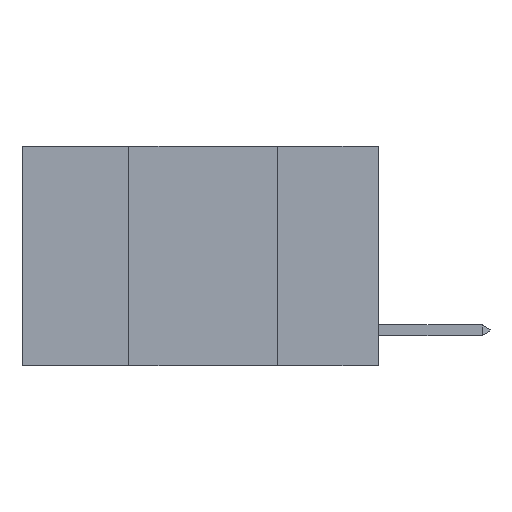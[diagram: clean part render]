
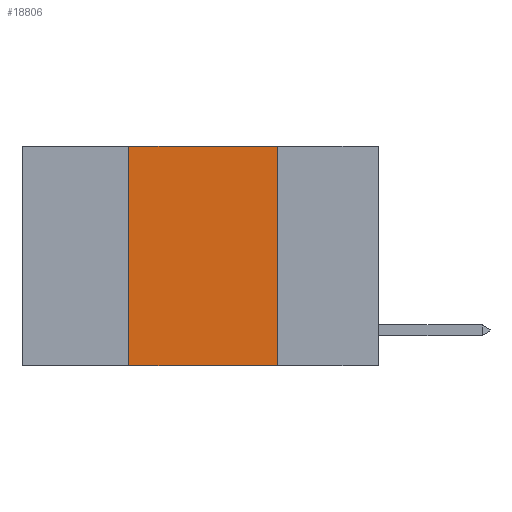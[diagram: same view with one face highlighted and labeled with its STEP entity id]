
A CAD part, left-side view. The second image highlights one B-rep face of the part: STEP entity #18806.
In plain terms, the highlighted planar face has unit normal (-1, 0, 0).
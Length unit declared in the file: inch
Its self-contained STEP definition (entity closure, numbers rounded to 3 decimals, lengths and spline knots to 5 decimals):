
#497 = DIRECTION ( 'NONE',  ( 0., -1., 0. ) ) ;
#702 = CARTESIAN_POINT ( 'NONE',  ( 0., 0.6, 0. ) ) ;
#895 = DIRECTION ( 'NONE',  ( 0., 0., -1. ) ) ;
#1177 = VERTEX_POINT ( 'NONE', #18068 ) ;
#1864 = EDGE_CURVE ( 'NONE', #5205, #10990, #11290, .T. ) ;
#1918 = DIRECTION ( 'NONE',  ( 0., 0., -1. ) ) ;
#2534 = CARTESIAN_POINT ( 'NONE',  ( 0., 0.17, -0.37 ) ) ;
#2879 = DIRECTION ( 'NONE',  ( 0., -1., 0. ) ) ;
#3411 = LINE ( 'NONE', #3891, #7459 ) ;
#3449 = EDGE_LOOP ( 'NONE', ( #8340, #14301, #13038, #5608 ) ) ;
#3891 = CARTESIAN_POINT ( 'NONE',  ( 0., 0.42, 0. ) ) ;
#5114 = EDGE_CURVE ( 'NONE', #7093, #10990, #5704, .T. ) ;
#5205 = VERTEX_POINT ( 'NONE', #9991 ) ;
#5245 = FACE_OUTER_BOUND ( 'NONE', #3449, .T. ) ;
#5608 = ORIENTED_EDGE ( 'NONE', *, *, #1864, .T. ) ;
#5688 = AXIS2_PLACEMENT_3D ( 'NONE', #702, #12779, #895 ) ;
#5704 = LINE ( 'NONE', #9464, #16262 ) ;
#7093 = VERTEX_POINT ( 'NONE', #19309 ) ;
#7459 = VECTOR ( 'NONE', #11988, 39.37008 ) ;
#7892 = EDGE_CURVE ( 'NONE', #1177, #7093, #8433, .T. ) ;
#8340 = ORIENTED_EDGE ( 'NONE', *, *, #5114, .F. ) ;
#8433 = LINE ( 'NONE', #18202, #11281 ) ;
#8825 = EDGE_CURVE ( 'NONE', #5205, #1177, #3411, .T. ) ;
#9388 = VECTOR ( 'NONE', #2879, 39.37008 ) ;
#9464 = CARTESIAN_POINT ( 'NONE',  ( 0., 0.17, 0. ) ) ;
#9991 = CARTESIAN_POINT ( 'NONE',  ( 0., 0.42, -0.37 ) ) ;
#10990 = VERTEX_POINT ( 'NONE', #2534 ) ;
#11281 = VECTOR ( 'NONE', #497, 39.37008 ) ;
#11290 = LINE ( 'NONE', #17867, #9388 ) ;
#11988 = DIRECTION ( 'NONE',  ( 0., 0., 1. ) ) ;
#12779 = DIRECTION ( 'NONE',  ( 1., 0., 0. ) ) ;
#12841 = PLANE ( 'NONE',  #5688 ) ;
#13038 = ORIENTED_EDGE ( 'NONE', *, *, #8825, .F. ) ;
#14301 = ORIENTED_EDGE ( 'NONE', *, *, #7892, .F. ) ;
#16262 = VECTOR ( 'NONE', #1918, 39.37008 ) ;
#17867 = CARTESIAN_POINT ( 'NONE',  ( 0., 0.6, -0.37 ) ) ;
#18068 = CARTESIAN_POINT ( 'NONE',  ( 0., 0.42, 0. ) ) ;
#18202 = CARTESIAN_POINT ( 'NONE',  ( 0., 0.6, 0. ) ) ;
#18806 = ADVANCED_FACE ( 'NONE', ( #5245 ), #12841, .F. ) ;
#19309 = CARTESIAN_POINT ( 'NONE',  ( 0., 0.17, 0. ) ) ;
